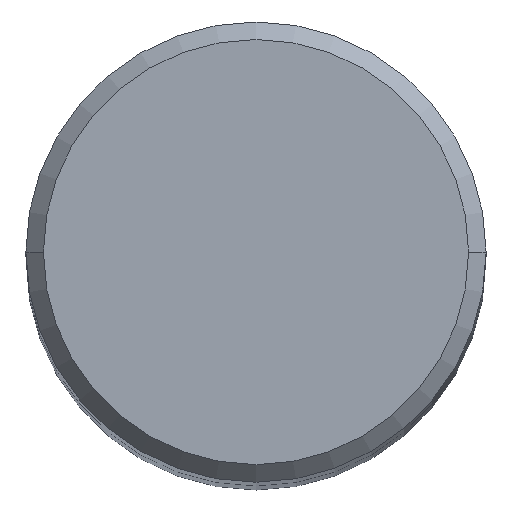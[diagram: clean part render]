
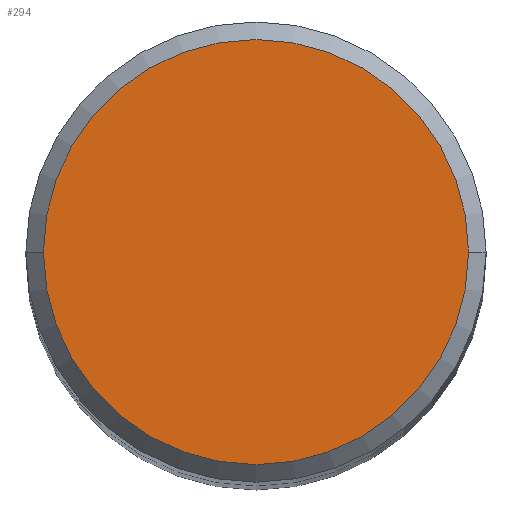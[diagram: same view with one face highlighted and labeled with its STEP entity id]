
A CAD part, top view. The second image highlights one B-rep face of the part: STEP entity #294.
In plain terms, the highlighted planar face has unit normal (0, 0, 1).
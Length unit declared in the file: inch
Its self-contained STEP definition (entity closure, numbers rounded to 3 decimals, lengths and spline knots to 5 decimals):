
#29 = EDGE_CURVE ( 'NONE', #144, #176, #178, .T. ) ;
#30 = DIRECTION ( 'NONE',  ( 0., 0., 1. ) ) ;
#49 = DIRECTION ( 'NONE',  ( 1., 0., 0. ) ) ;
#52 = CARTESIAN_POINT ( 'NONE',  ( 0., 0., 3.93701 ) ) ;
#78 = CIRCLE ( 'NONE', #142, 0.18185 ) ;
#101 = CARTESIAN_POINT ( 'NONE',  ( -0.18185, 0., 3.93701 ) ) ;
#109 = CARTESIAN_POINT ( 'NONE',  ( 0., 0., 3.93701 ) ) ;
#121 = CARTESIAN_POINT ( 'NONE',  ( 0.18185, 0., 3.93701 ) ) ;
#142 = AXIS2_PLACEMENT_3D ( 'NONE', #52, #149, #49 ) ;
#144 = VERTEX_POINT ( 'NONE', #121 ) ;
#149 = DIRECTION ( 'NONE',  ( 0., 0., 1. ) ) ;
#154 = DIRECTION ( 'NONE',  ( 0., 0., 1. ) ) ;
#174 = DIRECTION ( 'NONE',  ( 1., 0., 0. ) ) ;
#176 = VERTEX_POINT ( 'NONE', #101 ) ;
#177 = EDGE_CURVE ( 'NONE', #176, #144, #78, .T. ) ;
#178 = CIRCLE ( 'NONE', #246, 0.18185 ) ;
#207 = CARTESIAN_POINT ( 'NONE',  ( 0., 0., 3.93701 ) ) ;
#225 = PLANE ( 'NONE',  #244 ) ;
#237 = ORIENTED_EDGE ( 'NONE', *, *, #29, .T. ) ;
#238 = DIRECTION ( 'NONE',  ( 1., 0., 0. ) ) ;
#244 = AXIS2_PLACEMENT_3D ( 'NONE', #207, #30, #174 ) ;
#246 = AXIS2_PLACEMENT_3D ( 'NONE', #109, #154, #238 ) ;
#252 = FACE_OUTER_BOUND ( 'NONE', #287, .T. ) ;
#254 = ORIENTED_EDGE ( 'NONE', *, *, #177, .T. ) ;
#287 = EDGE_LOOP ( 'NONE', ( #254, #237 ) ) ;
#294 = ADVANCED_FACE ( 'NONE', ( #252 ), #225, .T. ) ;
